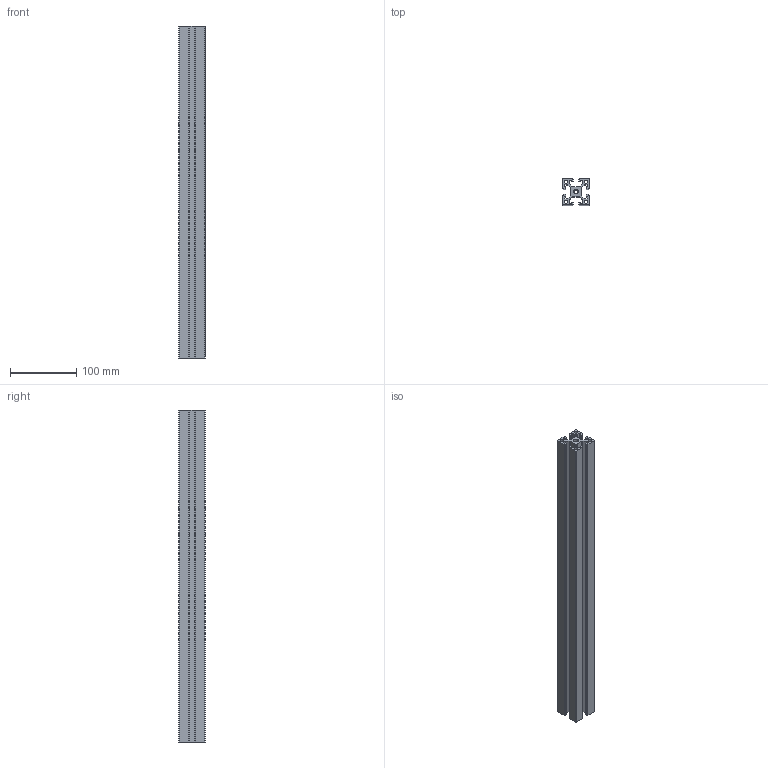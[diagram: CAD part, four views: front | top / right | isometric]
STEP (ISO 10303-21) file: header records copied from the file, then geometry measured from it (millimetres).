
FILE_DESCRIPTION (( 'STEP AP203' ), '1' );
FILE_NAME ('JL-8-4040EGW.STEP', '2021-10-26T10:02:17', ( '微软用户' ), ( '微软中国' ), 'SwSTEP 2.0', 'SolidWorks 2015', '' );
FILE_SCHEMA (( 'CONFIG_CONTROL_DESIGN' ));
Length unit declared in the file: millimetre
Products named in the file (1): JL-8-4040EGW
Bounding box: 40 x 40 x 500 mm (x, y, z)
Volume: 368204.9 mm3; surface area: 219238.7 mm2
Topology: 1 solids, 1 shells, 392 faces, 1146 edges, 764 vertices
Faces by surface type: plane 240, cylinder 80, bspline 72
Entity records: 15487 total; most frequent: CARTESIAN_POINT 5327, ORIENTED_EDGE 2292, DIRECTION 1804, EDGE_CURVE 1146, VECTOR 842, LINE 842, VERTEX_POINT 764, AXIS2_PLACEMENT_3D 481
